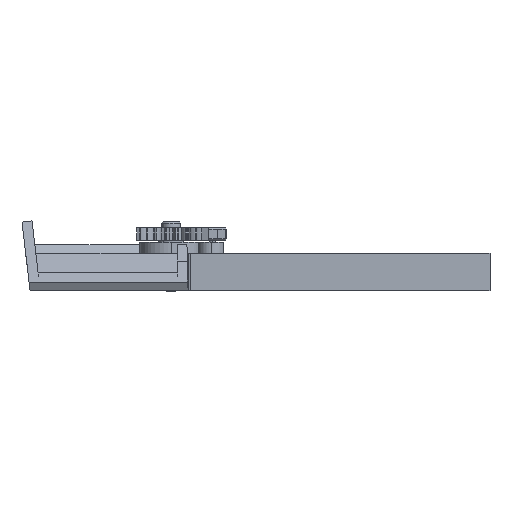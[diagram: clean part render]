
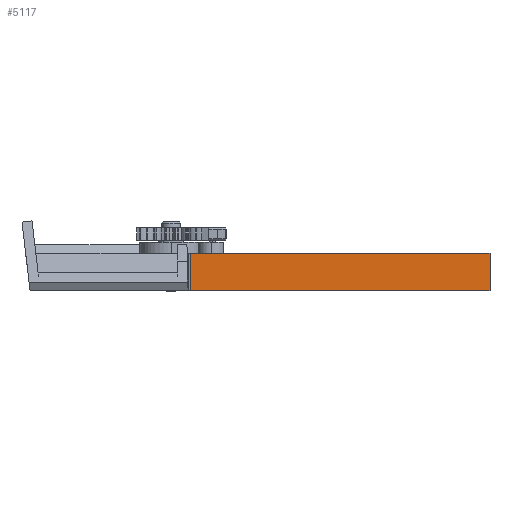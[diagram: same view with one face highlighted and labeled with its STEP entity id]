
A CAD part, left-side view. The second image highlights one B-rep face of the part: STEP entity #5117.
In plain terms, the highlighted free-form (B-spline) face has degree [1, 1] with [2, 2] control points.
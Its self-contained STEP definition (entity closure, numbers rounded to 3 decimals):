
#3218 = VERTEX_POINT('',#3219);
#3219 = CARTESIAN_POINT('',(-155.593,-32.321,
    5.876));
#3225 = EDGE_CURVE('',#3218,#3226,#3228,.T.);
#3226 = VERTEX_POINT('',#3227);
#3227 = CARTESIAN_POINT('',(-23.506,-148.869,
    5.876));
#3228 = B_SPLINE_CURVE_WITH_KNOTS('',1,(#3229,#3230),.UNSPECIFIED.,.F.,
  .F.,(2,2),(1.2,143.964),.PIECEWISE_BEZIER_KNOTS.);
#3229 = CARTESIAN_POINT('',(-155.593,-32.321,
    5.876));
#3230 = CARTESIAN_POINT('',(-23.506,-148.869,
    5.876));
#4863 = VERTEX_POINT('',#4864);
#4864 = CARTESIAN_POINT('',(-23.506,-148.869,
    -8.815));
#4869 = EDGE_CURVE('',#4863,#4870,#4872,.T.);
#4870 = VERTEX_POINT('',#4871);
#4871 = CARTESIAN_POINT('',(-155.593,-32.321,
    -8.815));
#4872 = B_SPLINE_CURVE_WITH_KNOTS('',1,(#4873,#4874),.UNSPECIFIED.,.F.,
  .F.,(2,2),(-65.54,77.224),.PIECEWISE_BEZIER_KNOTS.);
#4873 = CARTESIAN_POINT('',(-23.506,-148.869,
    -8.815));
#4874 = CARTESIAN_POINT('',(-155.593,-32.321,
    -8.815));
#5117 = ADVANCED_FACE('',(#5118),#5132,.T.);
#5118 = FACE_BOUND('',#5119,.T.);
#5119 = EDGE_LOOP('',(#5120,#5121,#5126,#5127));
#5120 = ORIENTED_EDGE('',*,*,#3225,.F.);
#5121 = ORIENTED_EDGE('',*,*,#5122,.T.);
#5122 = EDGE_CURVE('',#3218,#4870,#5123,.T.);
#5123 = B_SPLINE_CURVE_WITH_KNOTS('',1,(#5124,#5125),.UNSPECIFIED.,.F.,
  .F.,(2,2),(-11.906,0.),.PIECEWISE_BEZIER_KNOTS.);
#5124 = CARTESIAN_POINT('',(-155.593,-32.321,
    5.876));
#5125 = CARTESIAN_POINT('',(-155.593,-32.321,
    -8.815));
#5126 = ORIENTED_EDGE('',*,*,#4869,.F.);
#5127 = ORIENTED_EDGE('',*,*,#5128,.T.);
#5128 = EDGE_CURVE('',#4863,#3226,#5129,.T.);
#5129 = B_SPLINE_CURVE_WITH_KNOTS('',1,(#5130,#5131),.UNSPECIFIED.,.F.,
  .F.,(2,2),(-11.906,0.),.PIECEWISE_BEZIER_KNOTS.);
#5130 = CARTESIAN_POINT('',(-23.506,-148.869,
    -8.815));
#5131 = CARTESIAN_POINT('',(-23.506,-148.869,
    5.876));
#5132 = B_SPLINE_SURFACE_WITH_KNOTS('',1,1,(
    (#5133,#5134)
    ,(#5135,#5136
    )),.UNSPECIFIED.,.F.,.F.,.F.,(2,2),(2,2),(1.2,
    143.964),(-11.906,0.),.PIECEWISE_BEZIER_KNOTS.);
#5133 = CARTESIAN_POINT('',(-155.593,-32.321,
    -8.815));
#5134 = CARTESIAN_POINT('',(-155.593,-32.321,
    5.876));
#5135 = CARTESIAN_POINT('',(-23.506,-148.869,
    -8.815));
#5136 = CARTESIAN_POINT('',(-23.506,-148.869,
    5.876));
